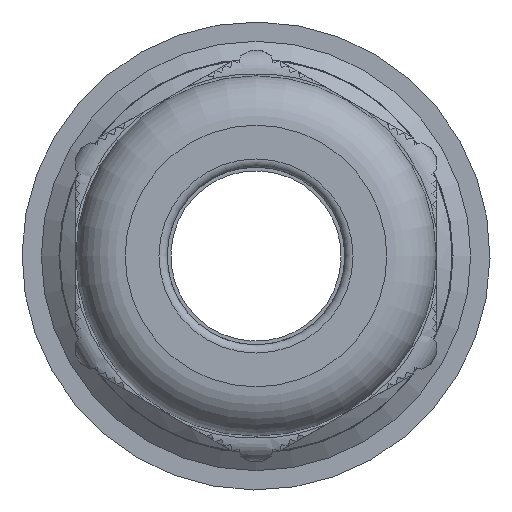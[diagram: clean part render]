
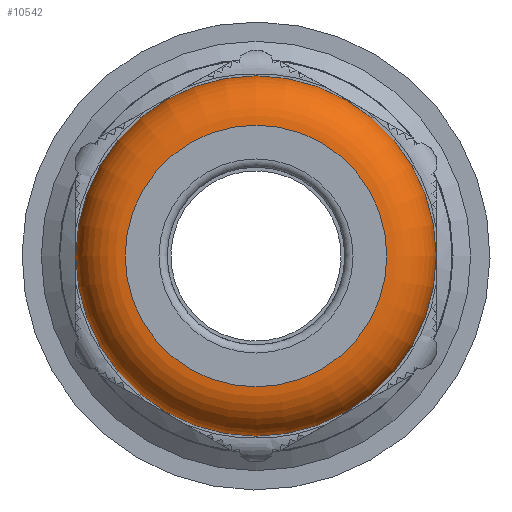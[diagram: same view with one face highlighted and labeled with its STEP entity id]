
A CAD part, left-side view. The second image highlights one B-rep face of the part: STEP entity #10542.
In plain terms, the highlighted toroidal (fillet/blend) face has major radius 7.955 mm and minor radius 3 mm.
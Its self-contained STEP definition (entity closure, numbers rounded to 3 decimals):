
#34=TOROIDAL_SURFACE('',#11345,7.955,3.);
#243=FACE_BOUND('',#1981,.T.);
#465=CIRCLE('',#11344,7.955);
#466=CIRCLE('',#11346,10.955);
#1415=FACE_OUTER_BOUND('',#1980,.T.);
#1980=EDGE_LOOP('',(#8087));
#1981=EDGE_LOOP('',(#8088));
#4606=VERTEX_POINT('',#22909);
#4607=VERTEX_POINT('',#22912);
#5869=EDGE_CURVE('',#4606,#4606,#465,.T.);
#5870=EDGE_CURVE('',#4607,#4607,#466,.T.);
#8087=ORIENTED_EDGE('',*,*,#5870,.T.);
#8088=ORIENTED_EDGE('',*,*,#5869,.T.);
#10542=ADVANCED_FACE('',(#1415,#243),#34,.T.);
#11344=AXIS2_PLACEMENT_3D('',#22910,#13382,#13383);
#11345=AXIS2_PLACEMENT_3D('',#22911,#13384,#13385);
#11346=AXIS2_PLACEMENT_3D('',#22913,#13386,#13387);
#13382=DIRECTION('center_axis',(1.,0.,0.));
#13383=DIRECTION('ref_axis',(0.,0.5,-0.866));
#13384=DIRECTION('center_axis',(-1.,0.,0.));
#13385=DIRECTION('ref_axis',(0.,-0.5,0.866));
#13386=DIRECTION('center_axis',(-1.,0.,0.));
#13387=DIRECTION('ref_axis',(0.,0.5,-0.866));
#22909=CARTESIAN_POINT('',(-41.33,-3.978,6.889));
#22910=CARTESIAN_POINT('Origin',(-41.33,0.,0.));
#22911=CARTESIAN_POINT('Origin',(-38.33,0.,0.));
#22912=CARTESIAN_POINT('',(-38.33,-5.478,9.487));
#22913=CARTESIAN_POINT('Origin',(-38.33,0.,0.));
